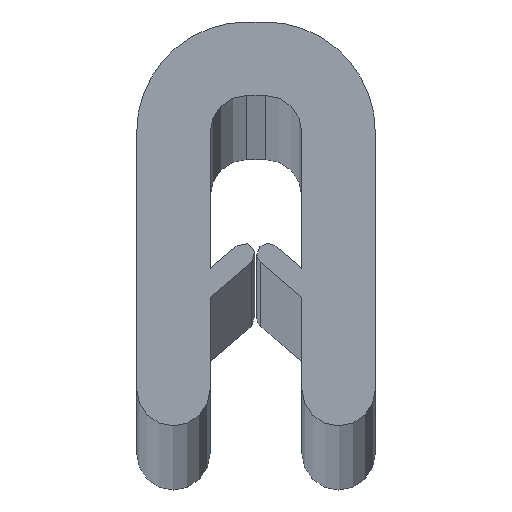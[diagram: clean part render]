
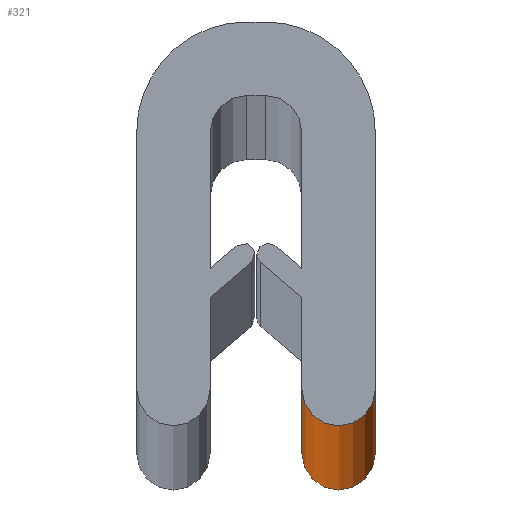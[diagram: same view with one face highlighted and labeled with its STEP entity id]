
A CAD part, top view. The second image highlights one B-rep face of the part: STEP entity #321.
In plain terms, the highlighted cylindrical face has radius 1 mm (diameter 2 mm), a partial arc.
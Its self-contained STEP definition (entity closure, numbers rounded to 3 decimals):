
#10 = FACE_OUTER_BOUND ( 'NONE', #630, .T. ) ;
#17 = CYLINDRICAL_SURFACE ( 'NONE', #19, 1. ) ;
#19 = AXIS2_PLACEMENT_3D ( 'NONE', #609, #610, #611 ) ;
#181 = VECTOR ( 'NONE', #478, 1000. ) ;
#254 = EDGE_CURVE ( 'NONE', #639, #632, #527, .T. ) ;
#255 = EDGE_CURVE ( 'NONE', #633, #632, #476, .T. ) ;
#268 = EDGE_CURVE ( 'NONE', #678, #639, #515, .T. ) ;
#271 = EDGE_CURVE ( 'NONE', #678, #633, #531, .T. ) ;
#321 = ADVANCED_FACE ( 'NONE', ( #10 ), #17, .T. ) ;
#328 = CARTESIAN_POINT ( 'NONE',  ( 1.25, -10., -500. ) ) ;
#352 = CARTESIAN_POINT ( 'NONE',  ( 1.25, -10., 500. ) ) ;
#466 = CARTESIAN_POINT ( 'NONE',  ( 2.25, -10., -500. ) ) ;
#473 = DIRECTION ( 'NONE',  ( 0., 0., 1. ) ) ;
#474 = DIRECTION ( 'NONE',  ( 1., 0., 0. ) ) ;
#476 = LINE ( 'NONE', #477, #181 ) ;
#477 = CARTESIAN_POINT ( 'NONE',  ( 3.25, -10., 500. ) ) ;
#478 = DIRECTION ( 'NONE',  ( 0., 0., -1. ) ) ;
#515 = LINE ( 'NONE', #516, #705 ) ;
#516 = CARTESIAN_POINT ( 'NONE',  ( 1.25, -10., 500. ) ) ;
#517 = DIRECTION ( 'NONE',  ( 0., 0., -1. ) ) ;
#520 = CARTESIAN_POINT ( 'NONE',  ( 2.25, -10., 500. ) ) ;
#524 = DIRECTION ( 'NONE',  ( 0., 0., 1. ) ) ;
#525 = DIRECTION ( 'NONE',  ( 1., 0., 0. ) ) ;
#527 = CIRCLE ( 'NONE', #787, 1. ) ;
#531 = CIRCLE ( 'NONE', #706, 1. ) ;
#609 = CARTESIAN_POINT ( 'NONE',  ( 2.25, -10., 500. ) ) ;
#610 = DIRECTION ( 'NONE',  ( 0., 0., -1. ) ) ;
#611 = DIRECTION ( 'NONE',  ( -1., 0., 0. ) ) ;
#621 = CARTESIAN_POINT ( 'NONE',  ( 3.25, -10., -500. ) ) ;
#622 = CARTESIAN_POINT ( 'NONE',  ( 3.25, -10., 500. ) ) ;
#630 = EDGE_LOOP ( 'NONE', ( #766, #734, #730, #743 ) ) ;
#632 = VERTEX_POINT ( 'NONE', #621 ) ;
#633 = VERTEX_POINT ( 'NONE', #622 ) ;
#639 = VERTEX_POINT ( 'NONE', #328 ) ;
#678 = VERTEX_POINT ( 'NONE', #352 ) ;
#705 = VECTOR ( 'NONE', #517, 1000. ) ;
#706 = AXIS2_PLACEMENT_3D ( 'NONE', #520, #524, #525 ) ;
#730 = ORIENTED_EDGE ( 'NONE', *, *, #271, .F. ) ;
#734 = ORIENTED_EDGE ( 'NONE', *, *, #255, .F. ) ;
#743 = ORIENTED_EDGE ( 'NONE', *, *, #268, .T. ) ;
#766 = ORIENTED_EDGE ( 'NONE', *, *, #254, .T. ) ;
#787 = AXIS2_PLACEMENT_3D ( 'NONE', #466, #473, #474 ) ;
